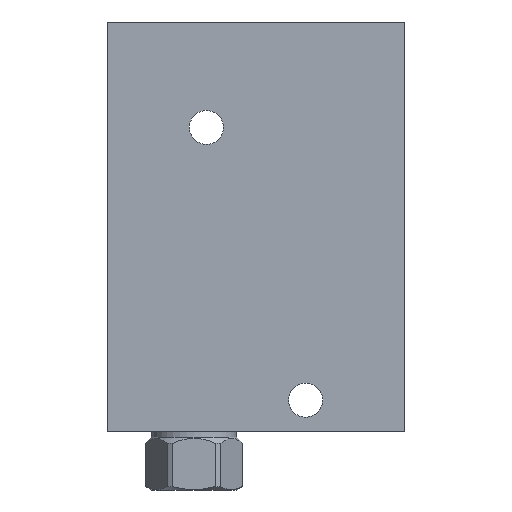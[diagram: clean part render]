
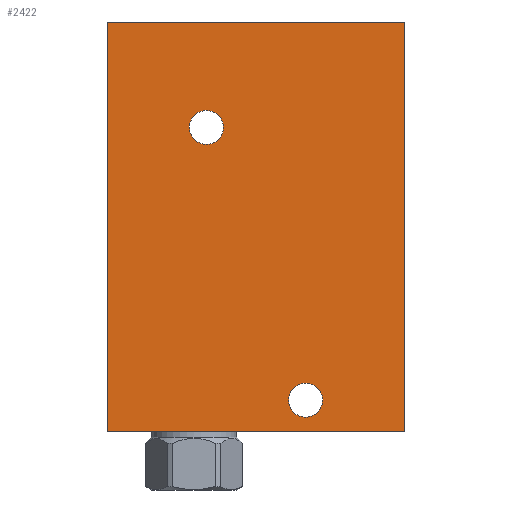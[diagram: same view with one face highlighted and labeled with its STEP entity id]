
A CAD part, front view. The second image highlights one B-rep face of the part: STEP entity #2422.
In plain terms, the highlighted planar face has unit normal (0, -1, 0).
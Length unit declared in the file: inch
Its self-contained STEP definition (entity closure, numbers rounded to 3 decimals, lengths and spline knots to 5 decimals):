
#5=DIRECTION('',(1.,0.,0.));
#6=VECTOR('',#5,3.);
#7=CARTESIAN_POINT('',(0.,-1.25,0.));
#8=LINE('',#7,#6);
#85=DIRECTION('',(0.,0.,1.));
#86=VECTOR('',#85,4.125);
#87=CARTESIAN_POINT('',(3.,-1.25,0.));
#88=LINE('',#87,#86);
#109=DIRECTION('',(0.,0.,1.));
#110=VECTOR('',#109,4.125);
#111=CARTESIAN_POINT('',(0.,-1.25,0.));
#112=LINE('',#111,#110);
#113=CARTESIAN_POINT('',(1.,-1.25,3.062));
#114=DIRECTION('',(0.,-1.,0.));
#115=DIRECTION('',(-1.,0.,0.));
#116=AXIS2_PLACEMENT_3D('',#113,#114,#115);
#118=CARTESIAN_POINT('',(1.,-1.25,3.062));
#119=DIRECTION('',(0.,-1.,0.));
#120=DIRECTION('',(1.,0.,0.));
#121=AXIS2_PLACEMENT_3D('',#118,#119,#120);
#123=CARTESIAN_POINT('',(2.,-1.25,0.312));
#124=DIRECTION('',(0.,-1.,0.));
#125=DIRECTION('',(-1.,0.,0.));
#126=AXIS2_PLACEMENT_3D('',#123,#124,#125);
#128=CARTESIAN_POINT('',(2.,-1.25,0.312));
#129=DIRECTION('',(0.,-1.,0.));
#130=DIRECTION('',(1.,0.,0.));
#131=AXIS2_PLACEMENT_3D('',#128,#129,#130);
#145=DIRECTION('',(1.,0.,0.));
#146=VECTOR('',#145,3.);
#147=CARTESIAN_POINT('',(0.,-1.25,4.125));
#148=LINE('',#147,#146);
#1998=CARTESIAN_POINT('',(0.,-1.25,0.));
#2000=VERTEX_POINT('',#1998);
#2001=CARTESIAN_POINT('',(3.,-1.25,0.));
#2002=VERTEX_POINT('',#2001);
#2006=CARTESIAN_POINT('',(0.,-1.25,4.125));
#2008=VERTEX_POINT('',#2006);
#2009=CARTESIAN_POINT('',(3.,-1.25,4.125));
#2010=VERTEX_POINT('',#2009);
#2165=CARTESIAN_POINT('',(0.828,-1.25,3.062));
#2166=CARTESIAN_POINT('',(1.172,-1.25,3.062));
#2167=VERTEX_POINT('',#2165);
#2168=VERTEX_POINT('',#2166);
#2173=CARTESIAN_POINT('',(1.828,-1.25,0.312));
#2174=CARTESIAN_POINT('',(2.172,-1.25,0.312));
#2175=VERTEX_POINT('',#2173);
#2176=VERTEX_POINT('',#2174);
#2398=CARTESIAN_POINT('',(0.,-1.25,0.));
#2399=DIRECTION('',(0.,-1.,0.));
#2400=DIRECTION('',(1.,0.,0.));
#2401=AXIS2_PLACEMENT_3D('',#2398,#2399,#2400);
#2402=PLANE('',#2401);
#2403=ORIENTED_EDGE('',*,*,#2298,.F.);
#2404=ORIENTED_EDGE('',*,*,#2323,.T.);
#2406=ORIENTED_EDGE('',*,*,#2405,.T.);
#2407=ORIENTED_EDGE('',*,*,#2378,.F.);
#2408=EDGE_LOOP('',(#2403,#2404,#2406,#2407));
#2409=FACE_OUTER_BOUND('',#2408,.F.);
#2411=ORIENTED_EDGE('',*,*,#2410,.T.);
#2413=ORIENTED_EDGE('',*,*,#2412,.T.);
#2414=EDGE_LOOP('',(#2411,#2413));
#2415=FACE_BOUND('',#2414,.F.);
#2417=ORIENTED_EDGE('',*,*,#2416,.T.);
#2419=ORIENTED_EDGE('',*,*,#2418,.T.);
#2420=EDGE_LOOP('',(#2417,#2419));
#2421=FACE_BOUND('',#2420,.F.);
#2422=ADVANCED_FACE('',(#2409,#2415,#2421),#2402,.T.);
#117=CIRCLE('',#116,0.172);
#122=CIRCLE('',#121,0.172);
#127=CIRCLE('',#126,0.172);
#132=CIRCLE('',#131,0.172);
#2298=EDGE_CURVE('',#2000,#2002,#8,.T.);
#2323=EDGE_CURVE('',#2000,#2008,#112,.T.);
#2378=EDGE_CURVE('',#2002,#2010,#88,.T.);
#2405=EDGE_CURVE('',#2008,#2010,#148,.T.);
#2410=EDGE_CURVE('',#2167,#2168,#117,.T.);
#2412=EDGE_CURVE('',#2168,#2167,#122,.T.);
#2416=EDGE_CURVE('',#2175,#2176,#127,.T.);
#2418=EDGE_CURVE('',#2176,#2175,#132,.T.);
